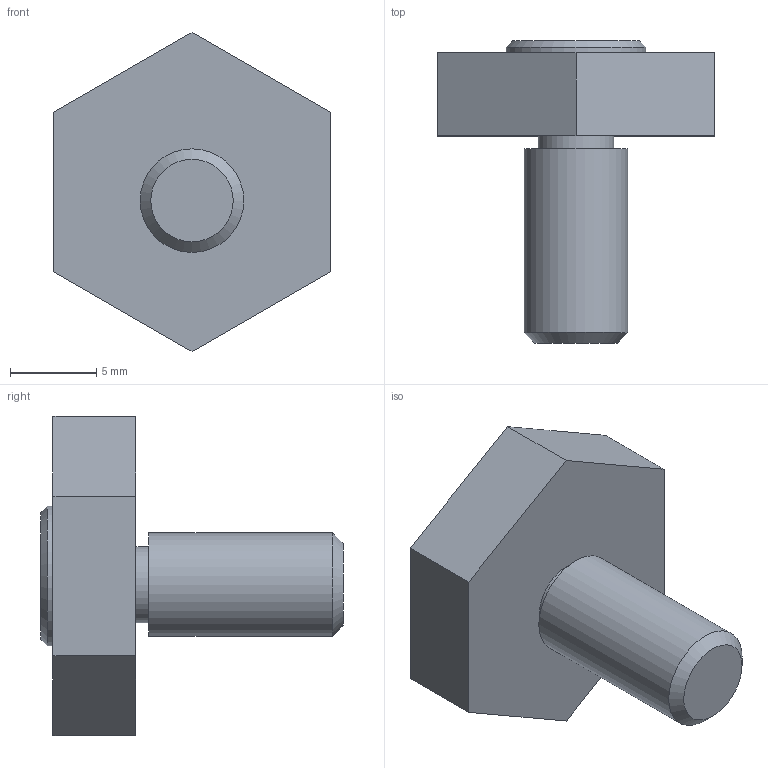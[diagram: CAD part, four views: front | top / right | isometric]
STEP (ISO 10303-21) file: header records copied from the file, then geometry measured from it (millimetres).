
FILE_DESCRIPTION( ( 'STEP AP214' ), '1' );
FILE_NAME( 'K0026.06.stp', '2020-11-24T15:05:44', ( '' ), ( '' ), ' ', 'PARTsolutions', ' ' );
FILE_SCHEMA( ( 'AUTOMOTIVE_DESIGN { 1 0 10303 214 1 1 1 1 }' ) );
Length unit declared in the file: millimetre
Products named in the file (1): _K0026.06
Bounding box: 16 x 17.5 x 18.48 mm (x, y, z)
Volume: 1391.4 mm3; surface area: 996 mm2
Topology: 1 solids, 1 shells, 23 faces, 51 edges, 34 vertices
Faces by surface type: plane 18, cylinder 3, cone 2
Full cylindrical faces by diameter (mm): 4.4 x1, 6 x1, 8.1 x1
Entity records: 790 total; most frequent: CARTESIAN_POINT 100, DIRECTION 100, ORIENTED_EDGE 88, EDGE_CURVE 44, LINE 36, VECTOR 36, AXIS2_PLACEMENT_3D 32, EDGE_LOOP 32
